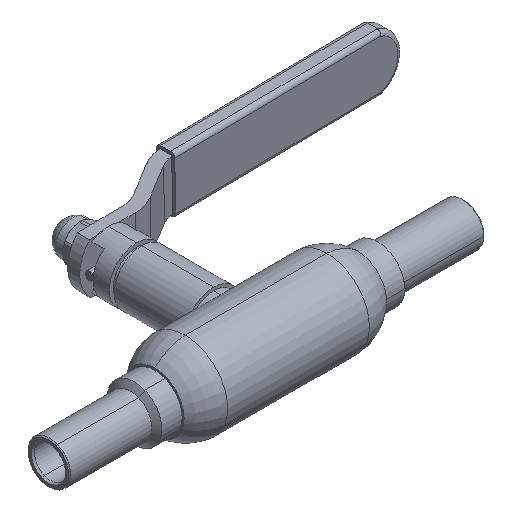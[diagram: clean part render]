
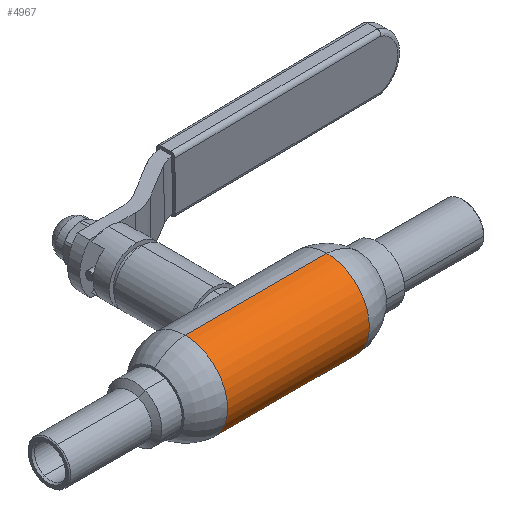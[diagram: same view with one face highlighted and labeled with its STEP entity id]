
A CAD part, isometric view. The second image highlights one B-rep face of the part: STEP entity #4967.
In plain terms, the highlighted cylindrical face has radius 21 mm (diameter 42 mm), a partial arc.
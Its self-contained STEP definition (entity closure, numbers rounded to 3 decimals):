
#558 = EDGE_LOOP ( 'NONE', ( #1526, #5269, #8889, #2958 ) ) ;
#761 = VECTOR ( 'NONE', #5466, 1000. ) ;
#817 = FACE_OUTER_BOUND ( 'NONE', #558, .T. ) ;
#856 = AXIS2_PLACEMENT_3D ( 'NONE', #5895, #3062, #2391 ) ;
#1492 = AXIS2_PLACEMENT_3D ( 'NONE', #6417, #5749, #5023 ) ;
#1526 = ORIENTED_EDGE ( 'NONE', *, *, #6962, .F. ) ;
#2391 = DIRECTION ( 'NONE',  ( 0., 0., 1. ) ) ;
#2591 = CARTESIAN_POINT ( 'NONE',  ( -35., 0., -21. ) ) ;
#2653 = DIRECTION ( 'NONE',  ( -1., 0., 0. ) ) ;
#2677 = AXIS2_PLACEMENT_3D ( 'NONE', #6144, #2653, #6193 ) ;
#2765 = VERTEX_POINT ( 'NONE', #2591 ) ;
#2958 = ORIENTED_EDGE ( 'NONE', *, *, #5536, .F. ) ;
#3029 = EDGE_CURVE ( 'NONE', #8070, #6300, #5608, .T. ) ;
#3062 = DIRECTION ( 'NONE',  ( -1., 0., 0. ) ) ;
#3551 = VECTOR ( 'NONE', #9213, 1000. ) ;
#3818 = VERTEX_POINT ( 'NONE', #9047 ) ;
#4175 = CARTESIAN_POINT ( 'NONE',  ( 0., 0., -21. ) ) ;
#4458 = CARTESIAN_POINT ( 'NONE',  ( 35., 0., -21. ) ) ;
#4805 = CIRCLE ( 'NONE', #856, 21. ) ;
#4837 = LINE ( 'NONE', #6270, #761 ) ;
#4967 = ADVANCED_FACE ( 'NONE', ( #817 ), #7394, .T. ) ;
#5023 = DIRECTION ( 'NONE',  ( 0., 0., 1. ) ) ;
#5269 = ORIENTED_EDGE ( 'NONE', *, *, #3029, .T. ) ;
#5466 = DIRECTION ( 'NONE',  ( -1., 0., 0. ) ) ;
#5536 = EDGE_CURVE ( 'NONE', #2765, #3818, #4805, .T. ) ;
#5608 = CIRCLE ( 'NONE', #1492, 21. ) ;
#5749 = DIRECTION ( 'NONE',  ( -1., 0., 0. ) ) ;
#5895 = CARTESIAN_POINT ( 'NONE',  ( -35., 0., 0. ) ) ;
#6144 = CARTESIAN_POINT ( 'NONE',  ( 0., 0., 0. ) ) ;
#6193 = DIRECTION ( 'NONE',  ( 0., 0., 1. ) ) ;
#6270 = CARTESIAN_POINT ( 'NONE',  ( 0., 0., 21. ) ) ;
#6300 = VERTEX_POINT ( 'NONE', #8704 ) ;
#6417 = CARTESIAN_POINT ( 'NONE',  ( 35., 0., 0. ) ) ;
#6962 = EDGE_CURVE ( 'NONE', #8070, #2765, #7813, .T. ) ;
#7394 = CYLINDRICAL_SURFACE ( 'NONE', #2677, 21. ) ;
#7813 = LINE ( 'NONE', #4175, #3551 ) ;
#8070 = VERTEX_POINT ( 'NONE', #4458 ) ;
#8309 = EDGE_CURVE ( 'NONE', #6300, #3818, #4837, .T. ) ;
#8704 = CARTESIAN_POINT ( 'NONE',  ( 35., 0., 21. ) ) ;
#8889 = ORIENTED_EDGE ( 'NONE', *, *, #8309, .T. ) ;
#9047 = CARTESIAN_POINT ( 'NONE',  ( -35., 0., 21. ) ) ;
#9213 = DIRECTION ( 'NONE',  ( -1., 0., 0. ) ) ;
